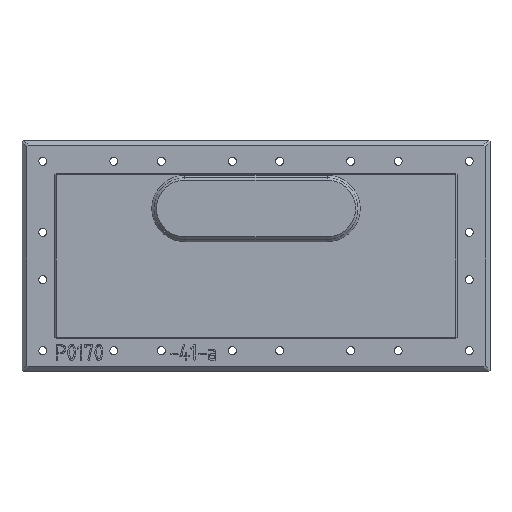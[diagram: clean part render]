
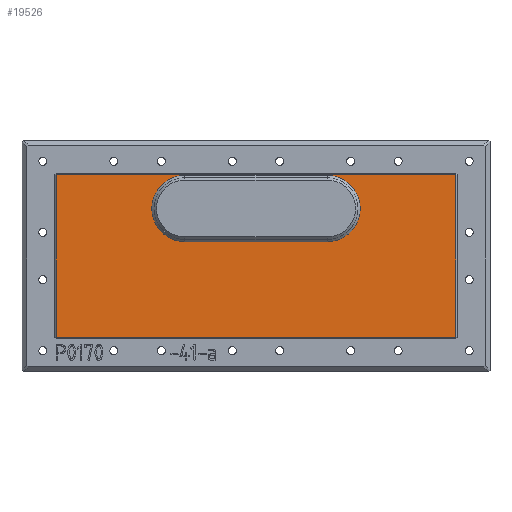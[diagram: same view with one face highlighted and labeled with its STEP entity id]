
A CAD part, top view. The second image highlights one B-rep face of the part: STEP entity #19526.
In plain terms, the highlighted planar face has unit normal (0, 0, 1).
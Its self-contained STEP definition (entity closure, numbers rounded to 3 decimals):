
#15661 = PLANE('',#15662);
#15662 = AXIS2_PLACEMENT_3D('',#15663,#15664,#15665);
#15663 = CARTESIAN_POINT('',(15.1,15.35,5.75));
#15664 = DIRECTION('',(0.,-0.707,0.707));
#15665 = DIRECTION('',(1.,0.,0.));
#15823 = PLANE('',#15824);
#15824 = AXIS2_PLACEMENT_3D('',#15825,#15826,#15827);
#15825 = CARTESIAN_POINT('',(15.35,84.9,5.75));
#15826 = DIRECTION('',(-0.707,0.,0.707));
#15827 = DIRECTION('',(0.,-1.,0.));
#15897 = PLANE('',#15898);
#15898 = AXIS2_PLACEMENT_3D('',#15899,#15900,#15901);
#15899 = CARTESIAN_POINT('',(184.65,15.1,5.75));
#15900 = DIRECTION('',(0.707,0.,0.707));
#15901 = DIRECTION('',(0.,1.,0.));
#16037 = PLANE('',#16038);
#16038 = AXIS2_PLACEMENT_3D('',#16039,#16040,#16041);
#16039 = CARTESIAN_POINT('',(184.9,84.65,5.75));
#16040 = DIRECTION('',(0.,0.707,0.707));
#16041 = DIRECTION('',(-1.,0.,0.));
#17344 = VERTEX_POINT('',#17345);
#17345 = CARTESIAN_POINT('',(15.6,15.6,6.));
#17368 = VERTEX_POINT('',#17369);
#17369 = CARTESIAN_POINT('',(184.4,15.6,6.));
#17390 = EDGE_CURVE('',#17344,#17368,#17391,.T.);
#17391 = SURFACE_CURVE('',#17392,(#17396,#17403),.PCURVE_S1.);
#17392 = LINE('',#17393,#17394);
#17393 = CARTESIAN_POINT('',(15.1,15.6,6.));
#17394 = VECTOR('',#17395,1.);
#17395 = DIRECTION('',(1.,0.,0.));
#17396 = PCURVE('',#15661,#17397);
#17397 = DEFINITIONAL_REPRESENTATION('',(#17398),#17402);
#17398 = LINE('',#17399,#17400);
#17399 = CARTESIAN_POINT('',(0.,0.354));
#17400 = VECTOR('',#17401,1.);
#17401 = DIRECTION('',(1.,0.));
#17402 = ( GEOMETRIC_REPRESENTATION_CONTEXT(2) 
PARAMETRIC_REPRESENTATION_CONTEXT() REPRESENTATION_CONTEXT('2D SPACE',''
  ) );
#17403 = PCURVE('',#17404,#17409);
#17404 = PLANE('',#17405);
#17405 = AXIS2_PLACEMENT_3D('',#17406,#17407,#17408);
#17406 = CARTESIAN_POINT('',(100.,50.,6.));
#17407 = DIRECTION('',(0.,0.,1.));
#17408 = DIRECTION('',(1.,0.,0.));
#17409 = DEFINITIONAL_REPRESENTATION('',(#17410),#17414);
#17410 = LINE('',#17411,#17412);
#17411 = CARTESIAN_POINT('',(-84.9,-34.4));
#17412 = VECTOR('',#17413,1.);
#17413 = DIRECTION('',(1.,0.));
#17414 = ( GEOMETRIC_REPRESENTATION_CONTEXT(2) 
PARAMETRIC_REPRESENTATION_CONTEXT() REPRESENTATION_CONTEXT('2D SPACE',''
  ) );
#17472 = VERTEX_POINT('',#17473);
#17473 = CARTESIAN_POINT('',(15.6,84.4,6.));
#17496 = EDGE_CURVE('',#17472,#17344,#17497,.T.);
#17497 = SURFACE_CURVE('',#17498,(#17502,#17509),.PCURVE_S1.);
#17498 = LINE('',#17499,#17500);
#17499 = CARTESIAN_POINT('',(15.6,84.9,6.));
#17500 = VECTOR('',#17501,1.);
#17501 = DIRECTION('',(0.,-1.,0.));
#17502 = PCURVE('',#15823,#17503);
#17503 = DEFINITIONAL_REPRESENTATION('',(#17504),#17508);
#17504 = LINE('',#17505,#17506);
#17505 = CARTESIAN_POINT('',(0.,0.354));
#17506 = VECTOR('',#17507,1.);
#17507 = DIRECTION('',(1.,0.));
#17508 = ( GEOMETRIC_REPRESENTATION_CONTEXT(2) 
PARAMETRIC_REPRESENTATION_CONTEXT() REPRESENTATION_CONTEXT('2D SPACE',''
  ) );
#17509 = PCURVE('',#17404,#17510);
#17510 = DEFINITIONAL_REPRESENTATION('',(#17511),#17515);
#17511 = LINE('',#17512,#17513);
#17512 = CARTESIAN_POINT('',(-84.4,34.9));
#17513 = VECTOR('',#17514,1.);
#17514 = DIRECTION('',(0.,-1.));
#17515 = ( GEOMETRIC_REPRESENTATION_CONTEXT(2) 
PARAMETRIC_REPRESENTATION_CONTEXT() REPRESENTATION_CONTEXT('2D SPACE',''
  ) );
#17523 = VERTEX_POINT('',#17524);
#17524 = CARTESIAN_POINT('',(184.4,84.4,6.));
#17545 = EDGE_CURVE('',#17368,#17523,#17546,.T.);
#17546 = SURFACE_CURVE('',#17547,(#17551,#17558),.PCURVE_S1.);
#17547 = LINE('',#17548,#17549);
#17548 = CARTESIAN_POINT('',(184.4,15.1,6.));
#17549 = VECTOR('',#17550,1.);
#17550 = DIRECTION('',(0.,1.,0.));
#17551 = PCURVE('',#15897,#17552);
#17552 = DEFINITIONAL_REPRESENTATION('',(#17553),#17557);
#17553 = LINE('',#17554,#17555);
#17554 = CARTESIAN_POINT('',(0.,0.354));
#17555 = VECTOR('',#17556,1.);
#17556 = DIRECTION('',(1.,0.));
#17557 = ( GEOMETRIC_REPRESENTATION_CONTEXT(2) 
PARAMETRIC_REPRESENTATION_CONTEXT() REPRESENTATION_CONTEXT('2D SPACE',''
  ) );
#17558 = PCURVE('',#17404,#17559);
#17559 = DEFINITIONAL_REPRESENTATION('',(#17560),#17564);
#17560 = LINE('',#17561,#17562);
#17561 = CARTESIAN_POINT('',(84.4,-34.9));
#17562 = VECTOR('',#17563,1.);
#17563 = DIRECTION('',(0.,1.));
#17564 = ( GEOMETRIC_REPRESENTATION_CONTEXT(2) 
PARAMETRIC_REPRESENTATION_CONTEXT() REPRESENTATION_CONTEXT('2D SPACE',''
  ) );
#17624 = EDGE_CURVE('',#17523,#17472,#17625,.T.);
#17625 = SURFACE_CURVE('',#17626,(#17630,#17637),.PCURVE_S1.);
#17626 = LINE('',#17627,#17628);
#17627 = CARTESIAN_POINT('',(184.9,84.4,6.));
#17628 = VECTOR('',#17629,1.);
#17629 = DIRECTION('',(-1.,0.,0.));
#17630 = PCURVE('',#16037,#17631);
#17631 = DEFINITIONAL_REPRESENTATION('',(#17632),#17636);
#17632 = LINE('',#17633,#17634);
#17633 = CARTESIAN_POINT('',(0.,0.354));
#17634 = VECTOR('',#17635,1.);
#17635 = DIRECTION('',(1.,0.));
#17636 = ( GEOMETRIC_REPRESENTATION_CONTEXT(2) 
PARAMETRIC_REPRESENTATION_CONTEXT() REPRESENTATION_CONTEXT('2D SPACE',''
  ) );
#17637 = PCURVE('',#17404,#17638);
#17638 = DEFINITIONAL_REPRESENTATION('',(#17639),#17643);
#17639 = LINE('',#17640,#17641);
#17640 = CARTESIAN_POINT('',(84.9,34.4));
#17641 = VECTOR('',#17642,1.);
#17642 = DIRECTION('',(-1.,0.));
#17643 = ( GEOMETRIC_REPRESENTATION_CONTEXT(2) 
PARAMETRIC_REPRESENTATION_CONTEXT() REPRESENTATION_CONTEXT('2D SPACE',''
  ) );
#19526 = ADVANCED_FACE('',(#19527,#19643),#17404,.T.);
#19527 = FACE_BOUND('',#19528,.T.);
#19528 = EDGE_LOOP('',(#19529,#19559,#19588,#19616));
#19529 = ORIENTED_EDGE('',*,*,#19530,.F.);
#19530 = EDGE_CURVE('',#19531,#19533,#19535,.T.);
#19531 = VERTEX_POINT('',#19532);
#19532 = CARTESIAN_POINT('',(70.,56.,6.));
#19533 = VERTEX_POINT('',#19534);
#19534 = CARTESIAN_POINT('',(130.,56.,6.));
#19535 = SURFACE_CURVE('',#19536,(#19540,#19547),.PCURVE_S1.);
#19536 = LINE('',#19537,#19538);
#19537 = CARTESIAN_POINT('',(70.,56.,6.));
#19538 = VECTOR('',#19539,1.);
#19539 = DIRECTION('',(1.,0.,0.));
#19540 = PCURVE('',#17404,#19541);
#19541 = DEFINITIONAL_REPRESENTATION('',(#19542),#19546);
#19542 = LINE('',#19543,#19544);
#19543 = CARTESIAN_POINT('',(-30.,6.));
#19544 = VECTOR('',#19545,1.);
#19545 = DIRECTION('',(1.,0.));
#19546 = ( GEOMETRIC_REPRESENTATION_CONTEXT(2) 
PARAMETRIC_REPRESENTATION_CONTEXT() REPRESENTATION_CONTEXT('2D SPACE',''
  ) );
#19547 = PCURVE('',#19548,#19553);
#19548 = PLANE('',#19549);
#19549 = AXIS2_PLACEMENT_3D('',#19550,#19551,#19552);
#19550 = CARTESIAN_POINT('',(70.,56.5,6.5));
#19551 = DIRECTION('',(0.,-0.707,0.707));
#19552 = DIRECTION('',(1.,0.,0.));
#19553 = DEFINITIONAL_REPRESENTATION('',(#19554),#19558);
#19554 = LINE('',#19555,#19556);
#19555 = CARTESIAN_POINT('',(0.,-0.707));
#19556 = VECTOR('',#19557,1.);
#19557 = DIRECTION('',(1.,0.));
#19558 = ( GEOMETRIC_REPRESENTATION_CONTEXT(2) 
PARAMETRIC_REPRESENTATION_CONTEXT() REPRESENTATION_CONTEXT('2D SPACE',''
  ) );
#19559 = ORIENTED_EDGE('',*,*,#19560,.F.);
#19560 = EDGE_CURVE('',#19561,#19531,#19563,.T.);
#19561 = VERTEX_POINT('',#19562);
#19562 = CARTESIAN_POINT('',(70.,84.,6.));
#19563 = SURFACE_CURVE('',#19564,(#19569,#19576),.PCURVE_S1.);
#19564 = CIRCLE('',#19565,14.);
#19565 = AXIS2_PLACEMENT_3D('',#19566,#19567,#19568);
#19566 = CARTESIAN_POINT('',(70.,70.,6.));
#19567 = DIRECTION('',(0.,-0.,1.));
#19568 = DIRECTION('',(0.,1.,0.));
#19569 = PCURVE('',#17404,#19570);
#19570 = DEFINITIONAL_REPRESENTATION('',(#19571),#19575);
#19571 = CIRCLE('',#19572,14.);
#19572 = AXIS2_PLACEMENT_2D('',#19573,#19574);
#19573 = CARTESIAN_POINT('',(-30.,20.));
#19574 = DIRECTION('',(0.,1.));
#19575 = ( GEOMETRIC_REPRESENTATION_CONTEXT(2) 
PARAMETRIC_REPRESENTATION_CONTEXT() REPRESENTATION_CONTEXT('2D SPACE',''
  ) );
#19576 = PCURVE('',#19577,#19582);
#19577 = CONICAL_SURFACE('',#19578,13.,0.785);
#19578 = AXIS2_PLACEMENT_3D('',#19579,#19580,#19581);
#19579 = CARTESIAN_POINT('',(70.,70.,7.));
#19580 = DIRECTION('',(-0.,-0.,-1.));
#19581 = DIRECTION('',(0.,1.,0.));
#19582 = DEFINITIONAL_REPRESENTATION('',(#19583),#19587);
#19583 = LINE('',#19584,#19585);
#19584 = CARTESIAN_POINT('',(0.,1.));
#19585 = VECTOR('',#19586,1.);
#19586 = DIRECTION('',(-1.,-0.));
#19587 = ( GEOMETRIC_REPRESENTATION_CONTEXT(2) 
PARAMETRIC_REPRESENTATION_CONTEXT() REPRESENTATION_CONTEXT('2D SPACE',''
  ) );
#19588 = ORIENTED_EDGE('',*,*,#19589,.F.);
#19589 = EDGE_CURVE('',#19590,#19561,#19592,.T.);
#19590 = VERTEX_POINT('',#19591);
#19591 = CARTESIAN_POINT('',(130.,84.,6.));
#19592 = SURFACE_CURVE('',#19593,(#19597,#19604),.PCURVE_S1.);
#19593 = LINE('',#19594,#19595);
#19594 = CARTESIAN_POINT('',(130.,84.,6.));
#19595 = VECTOR('',#19596,1.);
#19596 = DIRECTION('',(-1.,0.,0.));
#19597 = PCURVE('',#17404,#19598);
#19598 = DEFINITIONAL_REPRESENTATION('',(#19599),#19603);
#19599 = LINE('',#19600,#19601);
#19600 = CARTESIAN_POINT('',(30.,34.));
#19601 = VECTOR('',#19602,1.);
#19602 = DIRECTION('',(-1.,0.));
#19603 = ( GEOMETRIC_REPRESENTATION_CONTEXT(2) 
PARAMETRIC_REPRESENTATION_CONTEXT() REPRESENTATION_CONTEXT('2D SPACE',''
  ) );
#19604 = PCURVE('',#19605,#19610);
#19605 = PLANE('',#19606);
#19606 = AXIS2_PLACEMENT_3D('',#19607,#19608,#19609);
#19607 = CARTESIAN_POINT('',(130.,83.5,6.5));
#19608 = DIRECTION('',(0.,0.707,0.707));
#19609 = DIRECTION('',(-1.,0.,0.));
#19610 = DEFINITIONAL_REPRESENTATION('',(#19611),#19615);
#19611 = LINE('',#19612,#19613);
#19612 = CARTESIAN_POINT('',(0.,-0.707));
#19613 = VECTOR('',#19614,1.);
#19614 = DIRECTION('',(1.,0.));
#19615 = ( GEOMETRIC_REPRESENTATION_CONTEXT(2) 
PARAMETRIC_REPRESENTATION_CONTEXT() REPRESENTATION_CONTEXT('2D SPACE',''
  ) );
#19616 = ORIENTED_EDGE('',*,*,#19617,.F.);
#19617 = EDGE_CURVE('',#19533,#19590,#19618,.T.);
#19618 = SURFACE_CURVE('',#19619,(#19624,#19631),.PCURVE_S1.);
#19619 = CIRCLE('',#19620,14.);
#19620 = AXIS2_PLACEMENT_3D('',#19621,#19622,#19623);
#19621 = CARTESIAN_POINT('',(130.,70.,6.));
#19622 = DIRECTION('',(-0.,0.,1.));
#19623 = DIRECTION('',(0.,-1.,0.));
#19624 = PCURVE('',#17404,#19625);
#19625 = DEFINITIONAL_REPRESENTATION('',(#19626),#19630);
#19626 = CIRCLE('',#19627,14.);
#19627 = AXIS2_PLACEMENT_2D('',#19628,#19629);
#19628 = CARTESIAN_POINT('',(30.,20.));
#19629 = DIRECTION('',(0.,-1.));
#19630 = ( GEOMETRIC_REPRESENTATION_CONTEXT(2) 
PARAMETRIC_REPRESENTATION_CONTEXT() REPRESENTATION_CONTEXT('2D SPACE',''
  ) );
#19631 = PCURVE('',#19632,#19637);
#19632 = CONICAL_SURFACE('',#19633,13.,0.785);
#19633 = AXIS2_PLACEMENT_3D('',#19634,#19635,#19636);
#19634 = CARTESIAN_POINT('',(130.,70.,7.));
#19635 = DIRECTION('',(-0.,-0.,-1.));
#19636 = DIRECTION('',(0.,-1.,0.));
#19637 = DEFINITIONAL_REPRESENTATION('',(#19638),#19642);
#19638 = LINE('',#19639,#19640);
#19639 = CARTESIAN_POINT('',(0.,1.));
#19640 = VECTOR('',#19641,1.);
#19641 = DIRECTION('',(-1.,-0.));
#19642 = ( GEOMETRIC_REPRESENTATION_CONTEXT(2) 
PARAMETRIC_REPRESENTATION_CONTEXT() REPRESENTATION_CONTEXT('2D SPACE',''
  ) );
#19643 = FACE_BOUND('',#19644,.T.);
#19644 = EDGE_LOOP('',(#19645,#19646,#19647,#19648));
#19645 = ORIENTED_EDGE('',*,*,#17496,.T.);
#19646 = ORIENTED_EDGE('',*,*,#17390,.T.);
#19647 = ORIENTED_EDGE('',*,*,#17545,.T.);
#19648 = ORIENTED_EDGE('',*,*,#17624,.T.);
